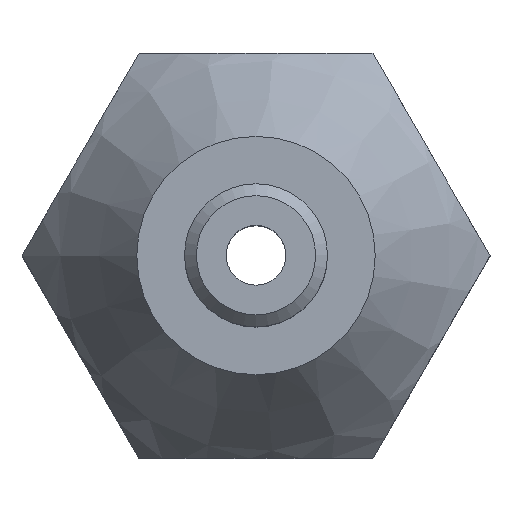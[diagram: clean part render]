
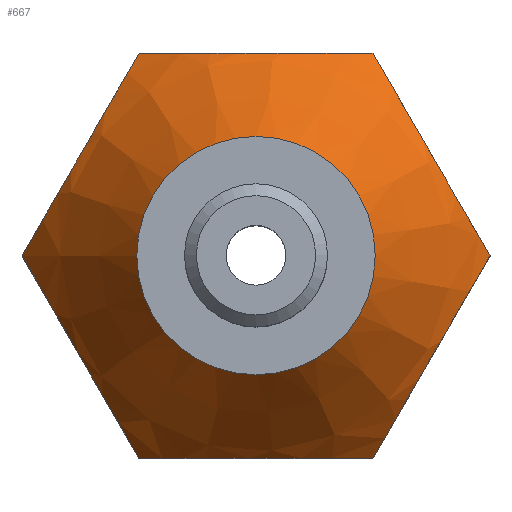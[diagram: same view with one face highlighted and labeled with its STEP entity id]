
A CAD part, top view. The second image highlights one B-rep face of the part: STEP entity #667.
In plain terms, the highlighted conical face has half-angle 35 degrees and reference radius 7.749 mm.
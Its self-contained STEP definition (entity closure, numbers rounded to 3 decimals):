
#321=CARTESIAN_POINT('',(-4.907,8.5,8.124));
#322=VERTEX_POINT('',#321);
#329=CARTESIAN_POINT('',(4.907,8.5,8.124));
#330=VERTEX_POINT('',#329);
#331=CARTESIAN_POINT('',(-4.907,8.5,8.124));
#332=CARTESIAN_POINT('',(0.,8.5,11.628));
#333=CARTESIAN_POINT('',(4.907,8.5,8.124));
#341=(BOUNDED_CURVE()B_SPLINE_CURVE(2,(#331,#332,#333),.UNSPECIFIED.,.F.,.U.)B_SPLINE_CURVE_WITH_KNOTS((3,3),(0.118,1.24),.UNSPECIFIED.)CURVE()GEOMETRIC_REPRESENTATION_ITEM()RATIONAL_B_SPLINE_CURVE((1.037,1.198,1.037))REPRESENTATION_ITEM(''));
#342=EDGE_CURVE('',#322,#330,#341,.T.);
#360=CARTESIAN_POINT('',(-9.815,0.,8.124));
#361=VERTEX_POINT('',#360);
#368=CARTESIAN_POINT('',(-9.815,0.,8.124));
#369=CARTESIAN_POINT('',(-7.361,4.25,11.628));
#370=CARTESIAN_POINT('',(-4.907,8.5,8.124));
#378=(BOUNDED_CURVE()B_SPLINE_CURVE(2,(#368,#369,#370),.UNSPECIFIED.,.F.,.U.)B_SPLINE_CURVE_WITH_KNOTS((3,3),(0.118,1.24),.UNSPECIFIED.)CURVE()GEOMETRIC_REPRESENTATION_ITEM()RATIONAL_B_SPLINE_CURVE((1.037,1.198,1.037))REPRESENTATION_ITEM(''));
#379=EDGE_CURVE('',#361,#322,#378,.T.);
#392=CARTESIAN_POINT('',(-4.907,-8.5,8.124));
#393=VERTEX_POINT('',#392);
#400=CARTESIAN_POINT('',(-4.907,-8.5,8.124));
#401=CARTESIAN_POINT('',(-7.361,-4.25,11.628));
#402=CARTESIAN_POINT('',(-9.815,0.,8.124));
#410=(BOUNDED_CURVE()B_SPLINE_CURVE(2,(#400,#401,#402),.UNSPECIFIED.,.F.,.U.)B_SPLINE_CURVE_WITH_KNOTS((3,3),(0.118,1.24),.UNSPECIFIED.)CURVE()GEOMETRIC_REPRESENTATION_ITEM()RATIONAL_B_SPLINE_CURVE((1.037,1.198,1.037))REPRESENTATION_ITEM(''));
#411=EDGE_CURVE('',#393,#361,#410,.T.);
#424=CARTESIAN_POINT('',(4.907,-8.5,8.124));
#425=VERTEX_POINT('',#424);
#432=CARTESIAN_POINT('',(4.907,-8.5,8.124));
#433=CARTESIAN_POINT('',(0.,-8.5,11.628));
#434=CARTESIAN_POINT('',(-4.907,-8.5,8.124));
#442=(BOUNDED_CURVE()B_SPLINE_CURVE(2,(#432,#433,#434),.UNSPECIFIED.,.F.,.U.)B_SPLINE_CURVE_WITH_KNOTS((3,3),(0.118,1.24),.UNSPECIFIED.)CURVE()GEOMETRIC_REPRESENTATION_ITEM()RATIONAL_B_SPLINE_CURVE((1.037,1.198,1.037))REPRESENTATION_ITEM(''));
#443=EDGE_CURVE('',#425,#393,#442,.T.);
#617=CARTESIAN_POINT('',(0.0,0.0,11.074));
#618=DIRECTION('',(0.0,0.0,-1.0));
#619=DIRECTION('',(-1.0,0.0,0.0));
#620=AXIS2_PLACEMENT_3D('',#617,#618,#619);
#621=CONICAL_SURFACE('',#620,7.749,35.);
#622=ORIENTED_EDGE('',*,*,#411,.F.);
#623=ORIENTED_EDGE('',*,*,#443,.F.);
#624=CARTESIAN_POINT('',(9.815,0.,8.124));
#625=VERTEX_POINT('',#624);
#626=CARTESIAN_POINT('',(9.815,0.,8.124));
#627=CARTESIAN_POINT('',(7.361,-4.25,11.628));
#628=CARTESIAN_POINT('',(4.907,-8.5,8.124));
#636=(BOUNDED_CURVE()B_SPLINE_CURVE(2,(#626,#627,#628),.UNSPECIFIED.,.F.,.U.)B_SPLINE_CURVE_WITH_KNOTS((3,3),(0.118,1.24),.UNSPECIFIED.)CURVE()GEOMETRIC_REPRESENTATION_ITEM()RATIONAL_B_SPLINE_CURVE((1.037,1.198,1.037))REPRESENTATION_ITEM(''));
#637=EDGE_CURVE('',#625,#425,#636,.T.);
#638=ORIENTED_EDGE('',*,*,#637,.F.);
#639=CARTESIAN_POINT('',(4.907,8.5,8.124));
#640=CARTESIAN_POINT('',(7.361,4.25,11.628));
#641=CARTESIAN_POINT('',(9.815,0.,8.124));
#649=(BOUNDED_CURVE()B_SPLINE_CURVE(2,(#639,#640,#641),.UNSPECIFIED.,.F.,.U.)B_SPLINE_CURVE_WITH_KNOTS((3,3),(0.118,1.24),.UNSPECIFIED.)CURVE()GEOMETRIC_REPRESENTATION_ITEM()RATIONAL_B_SPLINE_CURVE((1.037,1.198,1.037))REPRESENTATION_ITEM(''));
#650=EDGE_CURVE('',#330,#625,#649,.T.);
#651=ORIENTED_EDGE('',*,*,#650,.F.);
#652=ORIENTED_EDGE('',*,*,#342,.F.);
#653=ORIENTED_EDGE('',*,*,#379,.F.);
#654=EDGE_LOOP('',(#622,#623,#638,#651,#652,#653));
#655=FACE_OUTER_BOUND('',#654,.T.);
#656=CARTESIAN_POINT('',(-5.0,0.0,15.));
#657=VERTEX_POINT('',#656);
#658=CARTESIAN_POINT('',(0.0,0.0,15.));
#659=DIRECTION('',(0.0,0.0,1.0));
#660=DIRECTION('',(-1.0,0.0,0.0));
#661=AXIS2_PLACEMENT_3D('',#658,#659,#660);
#662=CIRCLE('',#661,5.);
#663=EDGE_CURVE('',#657,#657,#662,.T.);
#664=ORIENTED_EDGE('',*,*,#663,.F.);
#665=EDGE_LOOP('',(#664));
#666=FACE_BOUND('',#665,.T.);
#667=ADVANCED_FACE('',(#655,#666),#621,.T.);
